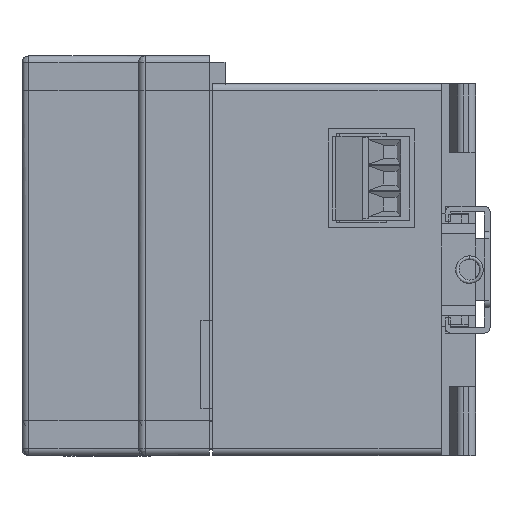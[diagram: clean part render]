
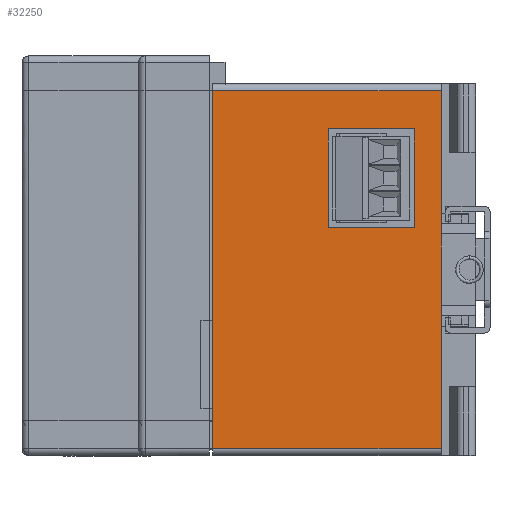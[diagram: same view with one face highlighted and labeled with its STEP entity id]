
A CAD part, left-side view. The second image highlights one B-rep face of the part: STEP entity #32250.
In plain terms, the highlighted planar face has unit normal (-1, 0, 0).
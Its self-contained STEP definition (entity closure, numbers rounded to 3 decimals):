
#1869 = EDGE_CURVE ( 'NONE', #21376, #21994, #51314, .T. ) ;
#2940 = EDGE_LOOP ( 'NONE', ( #10124, #50039, #12744, #38300 ) ) ;
#3055 = LINE ( 'NONE', #12149, #77282 ) ;
#3291 = DIRECTION ( 'NONE',  ( 0., -1., 0. ) ) ;
#3511 = EDGE_CURVE ( 'NONE', #18590, #79905, #66588, .T. ) ;
#6235 = ORIENTED_EDGE ( 'NONE', *, *, #61409, .F. ) ;
#6418 = CARTESIAN_POINT ( 'NONE',  ( -45., -31.4, 5.2 ) ) ;
#6459 = EDGE_CURVE ( 'NONE', #20167, #32819, #63010, .T. ) ;
#7856 = EDGE_CURVE ( 'NONE', #21994, #72190, #13166, .T. ) ;
#8896 = CARTESIAN_POINT ( 'NONE',  ( -45., 1.8, -27. ) ) ;
#9487 = CARTESIAN_POINT ( 'NONE',  ( -45., -27.5, -27. ) ) ;
#10124 = ORIENTED_EDGE ( 'NONE', *, *, #28262, .T. ) ;
#10309 = VERTEX_POINT ( 'NONE', #29854 ) ;
#10699 = VECTOR ( 'NONE', #23881, 1000. ) ;
#11280 = EDGE_CURVE ( 'NONE', #79905, #10309, #79135, .T. ) ;
#12149 = CARTESIAN_POINT ( 'NONE',  ( -45., -31.4, -27. ) ) ;
#12623 = CARTESIAN_POINT ( 'NONE',  ( -45., -27.5, 6.15 ) ) ;
#12744 = ORIENTED_EDGE ( 'NONE', *, *, #7856, .T. ) ;
#12849 = CARTESIAN_POINT ( 'NONE',  ( -45., -31.4, -27. ) ) ;
#13166 = LINE ( 'NONE', #42744, #54648 ) ;
#13610 = VECTOR ( 'NONE', #15709, 1000. ) ;
#14060 = PLANE ( 'NONE',  #79713 ) ;
#14395 = CARTESIAN_POINT ( 'NONE',  ( -45., -27.5, 20.45 ) ) ;
#15709 = DIRECTION ( 'NONE',  ( 0., 0., -1. ) ) ;
#15895 = DIRECTION ( 'NONE',  ( 0., 0., -1. ) ) ;
#16326 = VECTOR ( 'NONE', #25551, 1000. ) ;
#16696 = ORIENTED_EDGE ( 'NONE', *, *, #73795, .F. ) ;
#17587 = VECTOR ( 'NONE', #43965, 1000. ) ;
#18520 = CARTESIAN_POINT ( 'NONE',  ( -45., 1.8, 26. ) ) ;
#18590 = VERTEX_POINT ( 'NONE', #46307 ) ;
#19920 = VECTOR ( 'NONE', #15895, 1000. ) ;
#20167 = VERTEX_POINT ( 'NONE', #68285 ) ;
#20416 = DIRECTION ( 'NONE',  ( 0., 0., 1. ) ) ;
#21218 = ORIENTED_EDGE ( 'NONE', *, *, #48641, .T. ) ;
#21376 = VERTEX_POINT ( 'NONE', #12623 ) ;
#21994 = VERTEX_POINT ( 'NONE', #30605 ) ;
#23550 = ORIENTED_EDGE ( 'NONE', *, *, #54969, .T. ) ;
#23881 = DIRECTION ( 'NONE',  ( 0., 1., 0. ) ) ;
#24131 = VECTOR ( 'NONE', #38165, 1000. ) ;
#25551 = DIRECTION ( 'NONE',  ( 0., 0., 1. ) ) ;
#28262 = EDGE_CURVE ( 'NONE', #49821, #21376, #31051, .T. ) ;
#29854 = CARTESIAN_POINT ( 'NONE',  ( -45., -31.4, 6.7 ) ) ;
#30605 = CARTESIAN_POINT ( 'NONE',  ( -45., -15., 6.15 ) ) ;
#30911 = EDGE_CURVE ( 'NONE', #32819, #61153, #60493, .T. ) ;
#30969 = VECTOR ( 'NONE', #20416, 1000. ) ;
#31051 = LINE ( 'NONE', #9487, #13610 ) ;
#31716 = CARTESIAN_POINT ( 'NONE',  ( -45., -31.4, -8.2 ) ) ;
#32250 = ADVANCED_FACE ( 'NONE', ( #75608, #50588 ), #14060, .T. ) ;
#32819 = VERTEX_POINT ( 'NONE', #51179 ) ;
#32953 = DIRECTION ( 'NONE',  ( 0., 0., 1. ) ) ;
#35385 = VECTOR ( 'NONE', #57159, 1000. ) ;
#37760 = DIRECTION ( 'NONE',  ( 0., 0., -1. ) ) ;
#38165 = DIRECTION ( 'NONE',  ( 0., 0., 1. ) ) ;
#38300 = ORIENTED_EDGE ( 'NONE', *, *, #41230, .T. ) ;
#38840 = VECTOR ( 'NONE', #44025, 1000. ) ;
#41230 = EDGE_CURVE ( 'NONE', #72190, #49821, #72522, .T. ) ;
#41840 = ORIENTED_EDGE ( 'NONE', *, *, #3511, .T. ) ;
#42744 = CARTESIAN_POINT ( 'NONE',  ( -45., -15., -27. ) ) ;
#43965 = DIRECTION ( 'NONE',  ( 0., 1., 0. ) ) ;
#44025 = DIRECTION ( 'NONE',  ( 0., -1., 0. ) ) ;
#46307 = CARTESIAN_POINT ( 'NONE',  ( -45., -31.4, -5.2 ) ) ;
#48641 = EDGE_CURVE ( 'NONE', #70934, #18590, #64682, .T. ) ;
#49821 = VERTEX_POINT ( 'NONE', #14395 ) ;
#50039 = ORIENTED_EDGE ( 'NONE', *, *, #1869, .T. ) ;
#50588 = FACE_BOUND ( 'NONE', #2940, .T. ) ;
#51179 = CARTESIAN_POINT ( 'NONE',  ( -45., 1.8, 26. ) ) ;
#51314 = LINE ( 'NONE', #67847, #10699 ) ;
#51817 = LINE ( 'NONE', #63147, #35385 ) ;
#52371 = CARTESIAN_POINT ( 'NONE',  ( -45., 1.8, -27. ) ) ;
#52998 = CARTESIAN_POINT ( 'NONE',  ( -45., -31.4, -26. ) ) ;
#54648 = VECTOR ( 'NONE', #61306, 1000. ) ;
#54969 = EDGE_CURVE ( 'NONE', #61153, #65627, #57285, .T. ) ;
#55345 = VECTOR ( 'NONE', #3291, 1000. ) ;
#57159 = DIRECTION ( 'NONE',  ( 0., 0., -1. ) ) ;
#57285 = LINE ( 'NONE', #59649, #55345 ) ;
#57487 = DIRECTION ( 'NONE',  ( -1., 0., 0. ) ) ;
#59649 = CARTESIAN_POINT ( 'NONE',  ( -45., 1.8, -26. ) ) ;
#60493 = LINE ( 'NONE', #52371, #19920 ) ;
#60653 = EDGE_LOOP ( 'NONE', ( #64348, #78032, #23550, #6235, #21218, #41840, #69950, #16696 ) ) ;
#61153 = VERTEX_POINT ( 'NONE', #71777 ) ;
#61306 = DIRECTION ( 'NONE',  ( 0., 0., 1. ) ) ;
#61409 = EDGE_CURVE ( 'NONE', #70934, #65627, #3055, .T. ) ;
#62045 = CARTESIAN_POINT ( 'NONE',  ( -45., 1.8, 20.45 ) ) ;
#63010 = LINE ( 'NONE', #18520, #17587 ) ;
#63147 = CARTESIAN_POINT ( 'NONE',  ( -45., -31.4, -27. ) ) ;
#63876 = CARTESIAN_POINT ( 'NONE',  ( -45., -31.4, -27. ) ) ;
#64348 = ORIENTED_EDGE ( 'NONE', *, *, #6459, .T. ) ;
#64682 = LINE ( 'NONE', #31716, #24131 ) ;
#65627 = VERTEX_POINT ( 'NONE', #52998 ) ;
#66588 = LINE ( 'NONE', #12849, #16326 ) ;
#67847 = CARTESIAN_POINT ( 'NONE',  ( -45., 1.8, 6.15 ) ) ;
#68285 = CARTESIAN_POINT ( 'NONE',  ( -45., -31.4, 26. ) ) ;
#69950 = ORIENTED_EDGE ( 'NONE', *, *, #11280, .T. ) ;
#70934 = VERTEX_POINT ( 'NONE', #78102 ) ;
#71777 = CARTESIAN_POINT ( 'NONE',  ( -45., 1.8, -26. ) ) ;
#72190 = VERTEX_POINT ( 'NONE', #73182 ) ;
#72522 = LINE ( 'NONE', #62045, #38840 ) ;
#73182 = CARTESIAN_POINT ( 'NONE',  ( -45., -15., 20.45 ) ) ;
#73795 = EDGE_CURVE ( 'NONE', #20167, #10309, #51817, .T. ) ;
#75608 = FACE_OUTER_BOUND ( 'NONE', #60653, .T. ) ;
#77282 = VECTOR ( 'NONE', #37760, 1000. ) ;
#78032 = ORIENTED_EDGE ( 'NONE', *, *, #30911, .T. ) ;
#78102 = CARTESIAN_POINT ( 'NONE',  ( -45., -31.4, -6.7 ) ) ;
#79135 = LINE ( 'NONE', #63876, #30969 ) ;
#79713 = AXIS2_PLACEMENT_3D ( 'NONE', #8896, #57487, #32953 ) ;
#79905 = VERTEX_POINT ( 'NONE', #6418 ) ;
